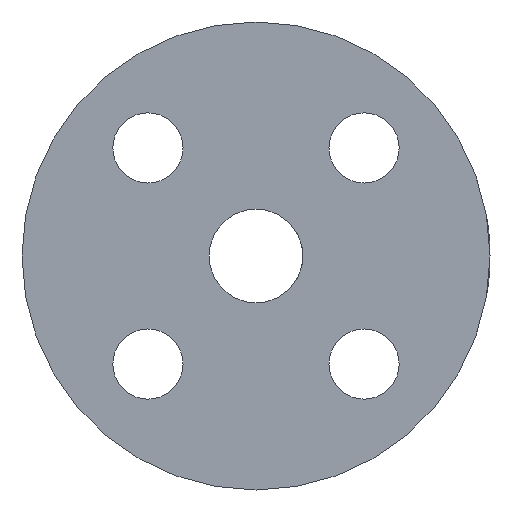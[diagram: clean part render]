
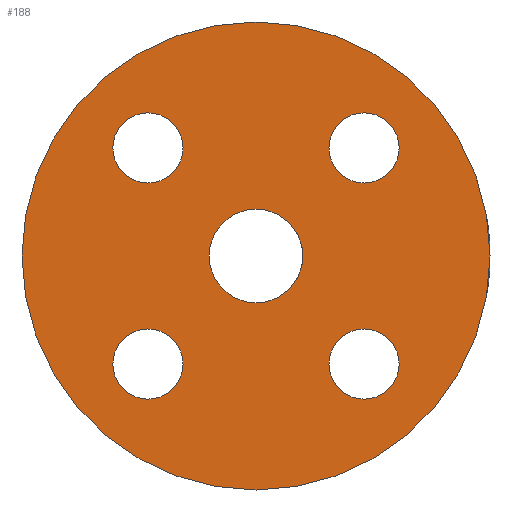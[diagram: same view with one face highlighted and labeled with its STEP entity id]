
A CAD part, front view. The second image highlights one B-rep face of the part: STEP entity #188.
In plain terms, the highlighted planar face has unit normal (0, -1, 0).
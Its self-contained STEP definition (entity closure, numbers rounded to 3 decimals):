
#16=PLANE('',#223);
#24=FACE_BOUND('',#57,.T.);
#25=FACE_BOUND('',#58,.T.);
#26=FACE_BOUND('',#59,.T.);
#27=FACE_BOUND('',#60,.T.);
#28=FACE_BOUND('',#61,.T.);
#40=FACE_OUTER_BOUND('',#56,.T.);
#56=EDGE_LOOP('',(#162));
#57=EDGE_LOOP('',(#163));
#58=EDGE_LOOP('',(#164));
#59=EDGE_LOOP('',(#165));
#60=EDGE_LOOP('',(#166));
#61=EDGE_LOOP('',(#167));
#78=CIRCLE('',#206,1.5);
#80=CIRCLE('',#209,1.5);
#82=CIRCLE('',#212,2.);
#84=CIRCLE('',#215,1.5);
#85=CIRCLE('',#217,10.);
#88=CIRCLE('',#221,1.5);
#90=VERTEX_POINT('',#280);
#92=VERTEX_POINT('',#286);
#94=VERTEX_POINT('',#292);
#98=VERTEX_POINT('',#344);
#99=VERTEX_POINT('',#348);
#104=VERTEX_POINT('',#394);
#107=EDGE_CURVE('',#90,#90,#78,.T.);
#110=EDGE_CURVE('',#92,#92,#80,.T.);
#113=EDGE_CURVE('',#94,#94,#82,.T.);
#118=EDGE_CURVE('',#98,#98,#84,.T.);
#119=EDGE_CURVE('',#99,#99,#85,.T.);
#126=EDGE_CURVE('',#104,#104,#88,.T.);
#162=ORIENTED_EDGE('',*,*,#119,.F.);
#163=ORIENTED_EDGE('',*,*,#118,.T.);
#164=ORIENTED_EDGE('',*,*,#113,.T.);
#165=ORIENTED_EDGE('',*,*,#110,.T.);
#166=ORIENTED_EDGE('',*,*,#107,.T.);
#167=ORIENTED_EDGE('',*,*,#126,.T.);
#188=ADVANCED_FACE('',(#40,#24,#25,#26,#27,#28),#16,.F.);
#206=AXIS2_PLACEMENT_3D('',#282,#232,#233);
#209=AXIS2_PLACEMENT_3D('',#288,#239,#240);
#212=AXIS2_PLACEMENT_3D('',#294,#246,#247);
#215=AXIS2_PLACEMENT_3D('',#346,#253,#254);
#217=AXIS2_PLACEMENT_3D('',#349,#257,#258);
#221=AXIS2_PLACEMENT_3D('',#396,#267,#268);
#223=AXIS2_PLACEMENT_3D('',#398,#271,#272);
#232=DIRECTION('center_axis',(0.,1.,0.));
#233=DIRECTION('ref_axis',(0.,0.,1.));
#239=DIRECTION('center_axis',(0.,1.,0.));
#240=DIRECTION('ref_axis',(0.,0.,1.));
#246=DIRECTION('center_axis',(0.,1.,0.));
#247=DIRECTION('ref_axis',(0.,0.,1.));
#253=DIRECTION('center_axis',(0.,1.,0.));
#254=DIRECTION('ref_axis',(0.,0.,1.));
#257=DIRECTION('center_axis',(0.,1.,0.));
#258=DIRECTION('ref_axis',(0.,0.,1.));
#267=DIRECTION('center_axis',(0.,1.,0.));
#268=DIRECTION('ref_axis',(0.,0.,1.));
#271=DIRECTION('center_axis',(0.,1.,0.));
#272=DIRECTION('ref_axis',(0.,0.,1.));
#280=CARTESIAN_POINT('',(-4.617,0.,6.117));
#282=CARTESIAN_POINT('Origin',(-4.617,0.,4.617));
#286=CARTESIAN_POINT('',(-4.617,0.,-3.117));
#288=CARTESIAN_POINT('Origin',(-4.617,0.,-4.617));
#292=CARTESIAN_POINT('',(0.,0.,2.));
#294=CARTESIAN_POINT('Origin',(0.,0.,0.));
#344=CARTESIAN_POINT('',(4.617,0.,-3.117));
#346=CARTESIAN_POINT('Origin',(4.617,0.,-4.617));
#348=CARTESIAN_POINT('',(0.,0.,10.));
#349=CARTESIAN_POINT('Origin',(0.,0.,0.));
#394=CARTESIAN_POINT('',(4.617,0.,6.117));
#396=CARTESIAN_POINT('Origin',(4.617,0.,4.617));
#398=CARTESIAN_POINT('Origin',(0.,0.,0.));
